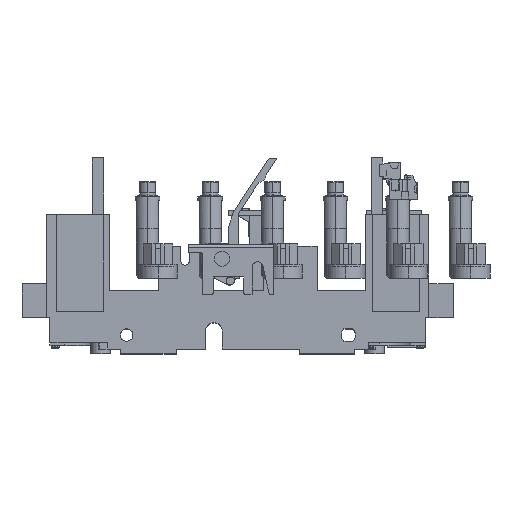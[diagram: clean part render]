
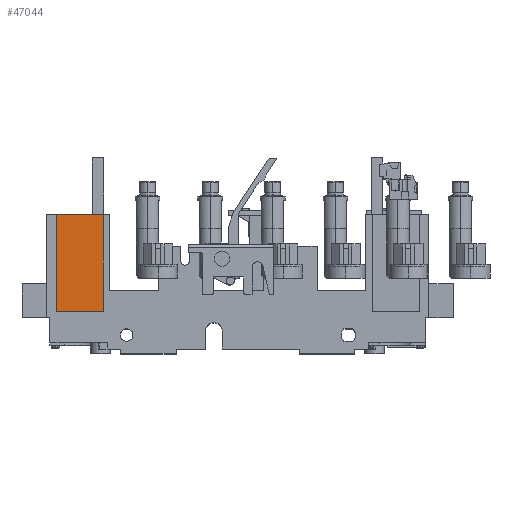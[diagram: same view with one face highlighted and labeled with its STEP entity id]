
A CAD part, top view. The second image highlights one B-rep face of the part: STEP entity #47044.
In plain terms, the highlighted planar face has unit normal (0, 0, 1).
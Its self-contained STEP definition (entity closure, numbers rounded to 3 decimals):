
#1046 = CARTESIAN_POINT ( 'NONE',  ( -131.25, -23.75, 66.5 ) ) ;
#4313 = CARTESIAN_POINT ( 'NONE',  ( -97.25, -23.75, 66.5 ) ) ;
#4816 = FACE_OUTER_BOUND ( 'NONE', #88635, .T. ) ;
#8246 = CARTESIAN_POINT ( 'NONE',  ( -131.25, 46.25, 66.5 ) ) ;
#10835 = AXIS2_PLACEMENT_3D ( 'NONE', #70726, #56101, #41947 ) ;
#13635 = LINE ( 'NONE', #8246, #93025 ) ;
#17083 = ORIENTED_EDGE ( 'NONE', *, *, #74701, .T. ) ;
#17224 = LINE ( 'NONE', #32843, #52042 ) ;
#19787 = VERTEX_POINT ( 'NONE', #27369 ) ;
#20513 = CARTESIAN_POINT ( 'NONE',  ( -97.25, 46.25, 66.5 ) ) ;
#24106 = DIRECTION ( 'NONE',  ( 1., 0., 0. ) ) ;
#27369 = CARTESIAN_POINT ( 'NONE',  ( -97.25, 46.25, 66.5 ) ) ;
#30050 = EDGE_CURVE ( 'NONE', #56711, #19787, #85941, .T. ) ;
#30638 = ORIENTED_EDGE ( 'NONE', *, *, #30050, .T. ) ;
#32843 = CARTESIAN_POINT ( 'NONE',  ( -131.25, -23.75, 66.5 ) ) ;
#37457 = VERTEX_POINT ( 'NONE', #1046 ) ;
#41947 = DIRECTION ( 'NONE',  ( 1., 0., 0. ) ) ;
#45369 = DIRECTION ( 'NONE',  ( 0., -1., 0. ) ) ;
#47044 = ADVANCED_FACE ( 'NONE', ( #4816 ), #78056, .T. ) ;
#50288 = VECTOR ( 'NONE', #65318, 1000. ) ;
#50698 = CARTESIAN_POINT ( 'NONE',  ( -131.25, 46.25, 66.5 ) ) ;
#51608 = ORIENTED_EDGE ( 'NONE', *, *, #79655, .T. ) ;
#52042 = VECTOR ( 'NONE', #24106, 1000. ) ;
#52878 = EDGE_CURVE ( 'NONE', #37457, #56711, #17224, .T. ) ;
#56101 = DIRECTION ( 'NONE',  ( 0., 0., 1. ) ) ;
#56711 = VERTEX_POINT ( 'NONE', #4313 ) ;
#57635 = DIRECTION ( 'NONE',  ( 0., 1., 0. ) ) ;
#61515 = ORIENTED_EDGE ( 'NONE', *, *, #52878, .T. ) ;
#63723 = VECTOR ( 'NONE', #57635, 1000. ) ;
#65318 = DIRECTION ( 'NONE',  ( -1., 0., 0. ) ) ;
#70726 = CARTESIAN_POINT ( 'NONE',  ( 0., 0., 66.5 ) ) ;
#71403 = CARTESIAN_POINT ( 'NONE',  ( -131.25, 46.25, 66.5 ) ) ;
#72035 = VERTEX_POINT ( 'NONE', #71403 ) ;
#74701 = EDGE_CURVE ( 'NONE', #19787, #72035, #88259, .T. ) ;
#78056 = PLANE ( 'NONE',  #10835 ) ;
#79655 = EDGE_CURVE ( 'NONE', #72035, #37457, #13635, .T. ) ;
#85941 = LINE ( 'NONE', #20513, #63723 ) ;
#88259 = LINE ( 'NONE', #50698, #50288 ) ;
#88635 = EDGE_LOOP ( 'NONE', ( #51608, #61515, #30638, #17083 ) ) ;
#93025 = VECTOR ( 'NONE', #45369, 1000. ) ;
